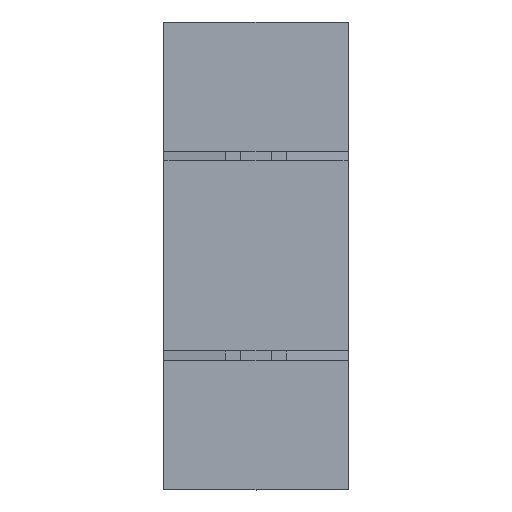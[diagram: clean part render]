
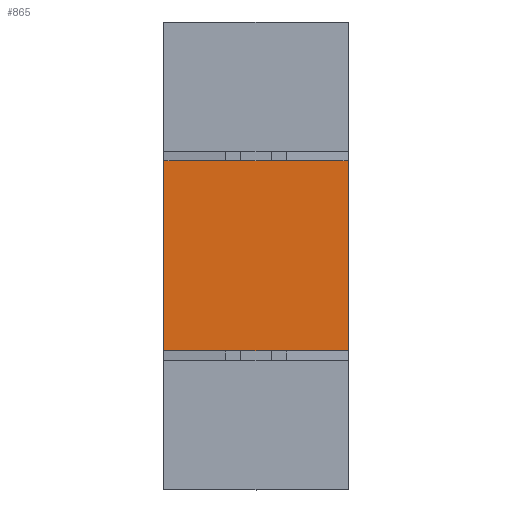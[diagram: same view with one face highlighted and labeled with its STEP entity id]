
A CAD part, top view. The second image highlights one B-rep face of the part: STEP entity #865.
In plain terms, the highlighted planar face has unit normal (0, 0, 1).
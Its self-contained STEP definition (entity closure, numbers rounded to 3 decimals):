
#8 = CARTESIAN_POINT ( 'NONE',  ( 0., 0., 3. ) ) ;
#10 = VERTEX_POINT ( 'NONE', #803 ) ;
#57 = CARTESIAN_POINT ( 'NONE',  ( 60., 107.25, 3. ) ) ;
#59 = ORIENTED_EDGE ( 'NONE', *, *, #326, .T. ) ;
#121 = DIRECTION ( 'NONE',  ( -1., 0., 0. ) ) ;
#172 = DIRECTION ( 'NONE',  ( 0., 0., -1. ) ) ;
#176 = PLANE ( 'NONE',  #628 ) ;
#304 = EDGE_CURVE ( 'NONE', #869, #10, #567, .T. ) ;
#326 = EDGE_CURVE ( 'NONE', #764, #869, #1246, .T. ) ;
#341 = ORIENTED_EDGE ( 'NONE', *, *, #572, .F. ) ;
#379 = EDGE_CURVE ( 'NONE', #10, #1208, #389, .T. ) ;
#389 = LINE ( 'NONE', #8, #432 ) ;
#432 = VECTOR ( 'NONE', #895, 1000. ) ;
#510 = VECTOR ( 'NONE', #1257, 1000. ) ;
#539 = FACE_OUTER_BOUND ( 'NONE', #933, .T. ) ;
#556 = DIRECTION ( 'NONE',  ( 0., 1., 0. ) ) ;
#567 = LINE ( 'NONE', #575, #510 ) ;
#572 = EDGE_CURVE ( 'NONE', #764, #1208, #1243, .T. ) ;
#575 = CARTESIAN_POINT ( 'NONE',  ( 0., 107.25, 3. ) ) ;
#591 = CARTESIAN_POINT ( 'NONE',  ( 60., 45.25, 3. ) ) ;
#628 = AXIS2_PLACEMENT_3D ( 'NONE', #1297, #172, #728 ) ;
#658 = CARTESIAN_POINT ( 'NONE',  ( 0., 45.25, 3. ) ) ;
#728 = DIRECTION ( 'NONE',  ( -1., 0., 0. ) ) ;
#743 = ORIENTED_EDGE ( 'NONE', *, *, #304, .T. ) ;
#761 = VECTOR ( 'NONE', #556, 1000. ) ;
#764 = VERTEX_POINT ( 'NONE', #591 ) ;
#782 = ORIENTED_EDGE ( 'NONE', *, *, #379, .T. ) ;
#803 = CARTESIAN_POINT ( 'NONE',  ( 0., 107.25, 3. ) ) ;
#834 = VECTOR ( 'NONE', #121, 1000. ) ;
#865 = ADVANCED_FACE ( 'NONE', ( #539 ), #176, .F. ) ;
#869 = VERTEX_POINT ( 'NONE', #57 ) ;
#895 = DIRECTION ( 'NONE',  ( 0., -1., 0. ) ) ;
#933 = EDGE_LOOP ( 'NONE', ( #341, #59, #743, #782 ) ) ;
#1151 = CARTESIAN_POINT ( 'NONE',  ( 0., 45.25, 3. ) ) ;
#1208 = VERTEX_POINT ( 'NONE', #658 ) ;
#1243 = LINE ( 'NONE', #1151, #834 ) ;
#1246 = LINE ( 'NONE', #1365, #761 ) ;
#1257 = DIRECTION ( 'NONE',  ( -1., 0., 0. ) ) ;
#1297 = CARTESIAN_POINT ( 'NONE',  ( 0., 0., 3. ) ) ;
#1365 = CARTESIAN_POINT ( 'NONE',  ( 60., 0., 3. ) ) ;
